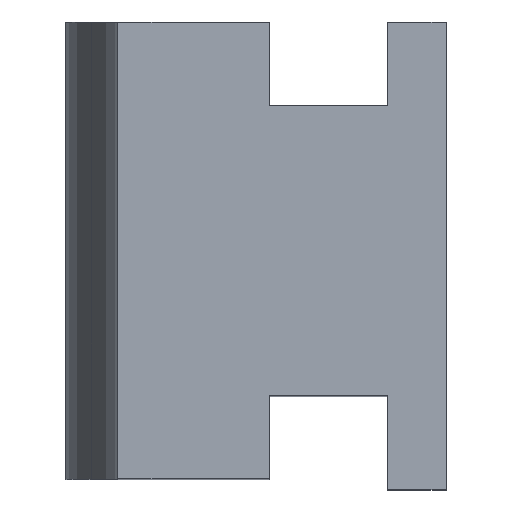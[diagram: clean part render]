
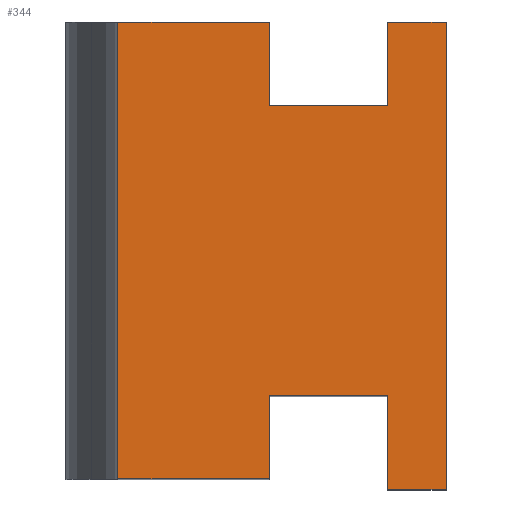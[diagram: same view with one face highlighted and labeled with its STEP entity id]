
A CAD part, top view. The second image highlights one B-rep face of the part: STEP entity #344.
In plain terms, the highlighted planar face has unit normal (0, 0, 1).
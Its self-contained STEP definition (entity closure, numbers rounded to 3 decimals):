
#29=FACE_OUTER_BOUND('',#48,.T.);
#48=EDGE_LOOP('',(#232,#233,#234,#235,#236,#237,#238,#239,#240,#241,#242,
#243));
#68=LINE('',#507,#110);
#69=LINE('',#509,#111);
#70=LINE('',#511,#112);
#71=LINE('',#513,#113);
#72=LINE('',#515,#114);
#73=LINE('',#517,#115);
#74=LINE('',#519,#116);
#75=LINE('',#521,#117);
#76=LINE('',#523,#118);
#77=LINE('',#525,#119);
#78=LINE('',#527,#120);
#79=LINE('',#528,#121);
#110=VECTOR('',#410,10.);
#111=VECTOR('',#411,10.);
#112=VECTOR('',#412,10.);
#113=VECTOR('',#413,10.);
#114=VECTOR('',#414,10.);
#115=VECTOR('',#415,10.);
#116=VECTOR('',#416,10.);
#117=VECTOR('',#417,10.);
#118=VECTOR('',#418,10.);
#119=VECTOR('',#419,10.);
#120=VECTOR('',#420,10.);
#121=VECTOR('',#421,10.);
#152=VERTEX_POINT('',#505);
#153=VERTEX_POINT('',#506);
#154=VERTEX_POINT('',#508);
#155=VERTEX_POINT('',#510);
#156=VERTEX_POINT('',#512);
#157=VERTEX_POINT('',#514);
#158=VERTEX_POINT('',#516);
#159=VERTEX_POINT('',#518);
#160=VERTEX_POINT('',#520);
#161=VERTEX_POINT('',#522);
#162=VERTEX_POINT('',#524);
#163=VERTEX_POINT('',#526);
#184=EDGE_CURVE('',#152,#153,#68,.T.);
#185=EDGE_CURVE('',#154,#152,#69,.T.);
#186=EDGE_CURVE('',#155,#154,#70,.T.);
#187=EDGE_CURVE('',#156,#155,#71,.T.);
#188=EDGE_CURVE('',#157,#156,#72,.T.);
#189=EDGE_CURVE('',#158,#157,#73,.T.);
#190=EDGE_CURVE('',#159,#158,#74,.T.);
#191=EDGE_CURVE('',#160,#159,#75,.T.);
#192=EDGE_CURVE('',#161,#160,#76,.T.);
#193=EDGE_CURVE('',#162,#161,#77,.T.);
#194=EDGE_CURVE('',#163,#162,#78,.T.);
#195=EDGE_CURVE('',#153,#163,#79,.T.);
#232=ORIENTED_EDGE('',*,*,#184,.F.);
#233=ORIENTED_EDGE('',*,*,#185,.F.);
#234=ORIENTED_EDGE('',*,*,#186,.F.);
#235=ORIENTED_EDGE('',*,*,#187,.F.);
#236=ORIENTED_EDGE('',*,*,#188,.F.);
#237=ORIENTED_EDGE('',*,*,#189,.F.);
#238=ORIENTED_EDGE('',*,*,#190,.F.);
#239=ORIENTED_EDGE('',*,*,#191,.F.);
#240=ORIENTED_EDGE('',*,*,#192,.F.);
#241=ORIENTED_EDGE('',*,*,#193,.F.);
#242=ORIENTED_EDGE('',*,*,#194,.F.);
#243=ORIENTED_EDGE('',*,*,#195,.F.);
#328=PLANE('',#378);
#344=ADVANCED_FACE('',(#29),#328,.T.);
#378=AXIS2_PLACEMENT_3D('',#504,#408,#409);
#408=DIRECTION('center_axis',(0.,0.,1.));
#409=DIRECTION('ref_axis',(1.,0.,0.));
#410=DIRECTION('',(1.,0.,0.));
#411=DIRECTION('',(0.,-1.,0.));
#412=DIRECTION('',(1.,0.,0.));
#413=DIRECTION('',(0.,1.,0.));
#414=DIRECTION('',(-1.,0.,0.));
#415=DIRECTION('',(0.,-1.,0.));
#416=DIRECTION('',(-1.,0.,0.));
#417=DIRECTION('',(0.,1.,0.));
#418=DIRECTION('',(-1.,0.,0.));
#419=DIRECTION('',(0.,-1.,0.));
#420=DIRECTION('',(1.,0.,0.));
#421=DIRECTION('',(0.,1.,0.));
#504=CARTESIAN_POINT('Origin',(-38.243,59.851,-3.175));
#505=CARTESIAN_POINT('',(-38.364,61.301,-3.175));
#506=CARTESIAN_POINT('',(-37.223,61.301,-3.175));
#507=CARTESIAN_POINT('',(-37.733,61.301,-3.175));
#508=CARTESIAN_POINT('',(-38.364,62.101,-3.175));
#509=CARTESIAN_POINT('',(-38.364,60.576,-3.175));
#510=CARTESIAN_POINT('',(-39.823,62.101,-3.175));
#511=CARTESIAN_POINT('',(-38.303,62.101,-3.175));
#512=CARTESIAN_POINT('',(-39.823,57.701,-3.175));
#513=CARTESIAN_POINT('',(-39.823,60.976,-3.175));
#514=CARTESIAN_POINT('',(-38.364,57.701,-3.175));
#515=CARTESIAN_POINT('',(-39.033,57.701,-3.175));
#516=CARTESIAN_POINT('',(-38.364,58.501,-3.175));
#517=CARTESIAN_POINT('',(-38.364,58.776,-3.175));
#518=CARTESIAN_POINT('',(-37.223,58.501,-3.175));
#519=CARTESIAN_POINT('',(-38.303,58.501,-3.175));
#520=CARTESIAN_POINT('',(-37.223,57.601,-3.175));
#521=CARTESIAN_POINT('',(-37.223,59.176,-3.175));
#522=CARTESIAN_POINT('',(-36.663,57.601,-3.175));
#523=CARTESIAN_POINT('',(-37.733,57.601,-3.175));
#524=CARTESIAN_POINT('',(-36.663,62.101,-3.175));
#525=CARTESIAN_POINT('',(-36.663,58.726,-3.175));
#526=CARTESIAN_POINT('',(-37.223,62.101,-3.175));
#527=CARTESIAN_POINT('',(-37.453,62.101,-3.175));
#528=CARTESIAN_POINT('',(-37.223,60.976,-3.175));
